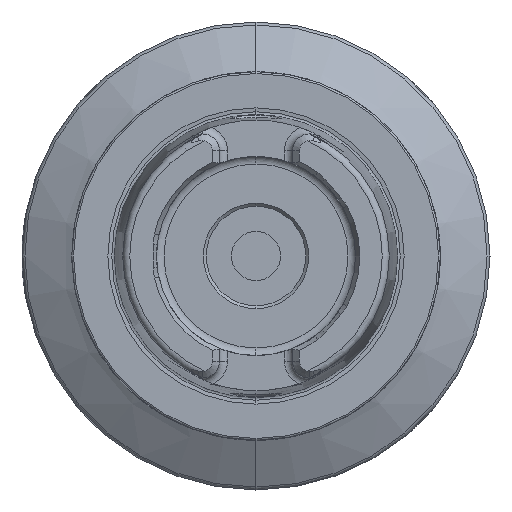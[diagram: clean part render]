
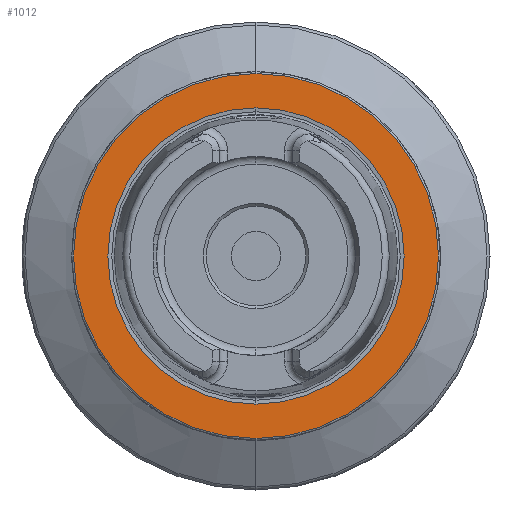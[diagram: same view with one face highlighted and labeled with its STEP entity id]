
A CAD part, left-side view. The second image highlights one B-rep face of the part: STEP entity #1012.
In plain terms, the highlighted planar face has unit normal (-1, 0, 0).
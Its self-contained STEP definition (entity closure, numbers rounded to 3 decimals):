
#1012 = ADVANCED_FACE ( 'NONE', ( #7574, #8802 ), #10614, .F. ) ;
#1024 = EDGE_CURVE ( 'NONE', #6767, #11138, #2575, .T. ) ;
#1166 = CARTESIAN_POINT ( 'NONE',  ( 0., 0., 0. ) ) ;
#1858 = AXIS2_PLACEMENT_3D ( 'NONE', #9574, #6283, #11820 ) ;
#2178 = DIRECTION ( 'NONE',  ( 0., 0., 1. ) ) ;
#2296 = AXIS2_PLACEMENT_3D ( 'NONE', #9557, #7287, #11756 ) ;
#2575 = CIRCLE ( 'NONE', #13446, 25.324 ) ;
#2733 = CARTESIAN_POINT ( 'NONE',  ( 0., 0., -31.2 ) ) ;
#2811 = ORIENTED_EDGE ( 'NONE', *, *, #8767, .T. ) ;
#3642 = CIRCLE ( 'NONE', #2296, 31.2 ) ;
#3898 = EDGE_CURVE ( 'NONE', #11138, #6767, #11323, .T. ) ;
#5228 = DIRECTION ( 'NONE',  ( -1., 0., 0. ) ) ;
#5373 = CARTESIAN_POINT ( 'NONE',  ( 0., 0., 0. ) ) ;
#5463 = DIRECTION ( 'NONE',  ( -1., 0., 0. ) ) ;
#5582 = DIRECTION ( 'NONE',  ( 0., 0., 1. ) ) ;
#5640 = ORIENTED_EDGE ( 'NONE', *, *, #1024, .F. ) ;
#6283 = DIRECTION ( 'NONE',  ( -1., 0., 0. ) ) ;
#6641 = CIRCLE ( 'NONE', #7810, 31.2 ) ;
#6767 = VERTEX_POINT ( 'NONE', #7196 ) ;
#7196 = CARTESIAN_POINT ( 'NONE',  ( 0., 0., 25.324 ) ) ;
#7287 = DIRECTION ( 'NONE',  ( -1., 0., 0. ) ) ;
#7574 = FACE_BOUND ( 'NONE', #12049, .T. ) ;
#7713 = DIRECTION ( 'NONE',  ( 0., 0., -1. ) ) ;
#7810 = AXIS2_PLACEMENT_3D ( 'NONE', #5373, #5463, #2178 ) ;
#8584 = VERTEX_POINT ( 'NONE', #2733 ) ;
#8767 = EDGE_CURVE ( 'NONE', #9500, #8584, #6641, .T. ) ;
#8802 = FACE_OUTER_BOUND ( 'NONE', #11037, .T. ) ;
#9245 = CARTESIAN_POINT ( 'NONE',  ( 0., 0., -25.324 ) ) ;
#9322 = ORIENTED_EDGE ( 'NONE', *, *, #3898, .F. ) ;
#9500 = VERTEX_POINT ( 'NONE', #10443 ) ;
#9557 = CARTESIAN_POINT ( 'NONE',  ( 0., 0., 0. ) ) ;
#9574 = CARTESIAN_POINT ( 'NONE',  ( 0., 0., 0. ) ) ;
#10353 = ORIENTED_EDGE ( 'NONE', *, *, #13138, .T. ) ;
#10443 = CARTESIAN_POINT ( 'NONE',  ( 0., 0., 31.2 ) ) ;
#10614 = PLANE ( 'NONE',  #11957 ) ;
#11037 = EDGE_LOOP ( 'NONE', ( #2811, #10353 ) ) ;
#11138 = VERTEX_POINT ( 'NONE', #9245 ) ;
#11323 = CIRCLE ( 'NONE', #1858, 25.324 ) ;
#11726 = CARTESIAN_POINT ( 'NONE',  ( 0., 31.2, 0. ) ) ;
#11756 = DIRECTION ( 'NONE',  ( 0., 0., 1. ) ) ;
#11820 = DIRECTION ( 'NONE',  ( 0., 0., 1. ) ) ;
#11821 = DIRECTION ( 'NONE',  ( 1., 0., 0. ) ) ;
#11957 = AXIS2_PLACEMENT_3D ( 'NONE', #11726, #11821, #7713 ) ;
#12049 = EDGE_LOOP ( 'NONE', ( #5640, #9322 ) ) ;
#13138 = EDGE_CURVE ( 'NONE', #8584, #9500, #3642, .T. ) ;
#13446 = AXIS2_PLACEMENT_3D ( 'NONE', #1166, #5228, #5582 ) ;
